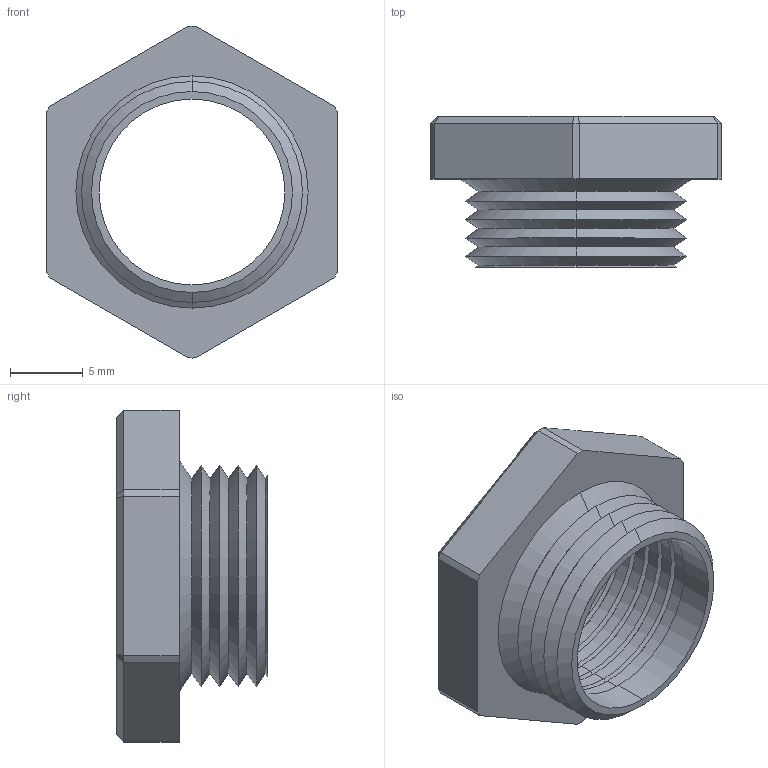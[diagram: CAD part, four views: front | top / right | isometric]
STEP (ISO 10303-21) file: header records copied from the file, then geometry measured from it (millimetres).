
FILE_DESCRIPTION (( 'STEP AP203' ), '1' );
FILE_NAME ('RM-1612-BK.STEP', '2006-03-16T07:26:20', ( 'bay06' ), ( '' ), 'SwSTEP 2.0', 'SolidWorks 2008', '' );
FILE_SCHEMA (( 'CONFIG_CONTROL_DESIGN' ));
Length unit declared in the file: inch
Products named in the file (1): RM-1612-BK
Bounding box: 20.07 x 10.41 x 22.87 mm (x, y, z)
Volume: 1072.8 mm3; surface area: 1652.3 mm2
Topology: 1 solids, 1 shells, 90 faces, 191 edges, 105 vertices
Faces by surface type: cone 51, cylinder 23, plane 16
Entity records: 2461 total; most frequent: DIRECTION 448, CARTESIAN_POINT 423, ORIENTED_EDGE 382, EDGE_CURVE 191, AXIS2_PLACEMENT_3D 178, VERTEX_POINT 105, EDGE_LOOP 94, VECTOR 92
